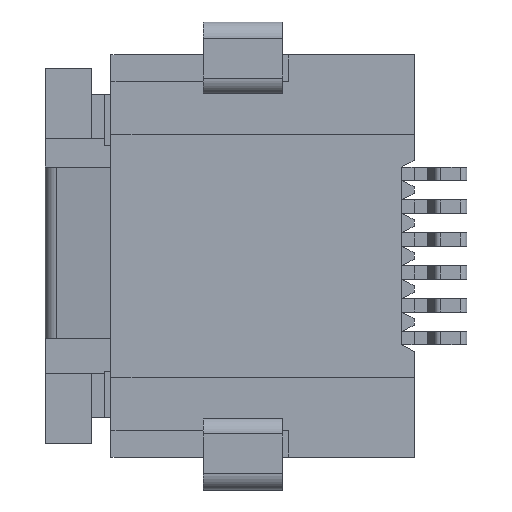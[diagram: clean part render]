
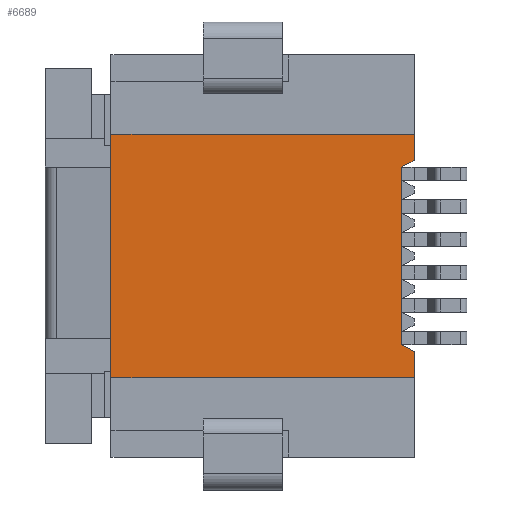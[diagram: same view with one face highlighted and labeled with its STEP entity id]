
A CAD part, left-side view. The second image highlights one B-rep face of the part: STEP entity #6689.
In plain terms, the highlighted planar face has unit normal (-1, 0, 0).
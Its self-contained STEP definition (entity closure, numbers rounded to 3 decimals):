
#363=FACE_OUTER_BOUND('',#701,.T.);
#701=EDGE_LOOP('',(#5268,#5269,#5270,#5271,#5272,#5273,#5274,#5275,#5276));
#970=LINE('',#9385,#1848);
#1055=LINE('',#9591,#1933);
#1057=LINE('',#9595,#1935);
#1071=LINE('',#9626,#1949);
#1110=LINE('',#9720,#1988);
#1316=LINE('',#10164,#2194);
#1365=LINE('',#10280,#2243);
#1379=LINE('',#10307,#2257);
#1380=LINE('',#10309,#2258);
#1848=VECTOR('',#7546,1.);
#1933=VECTOR('',#7717,1.);
#1935=VECTOR('',#7721,1.);
#1949=VECTOR('',#7745,1.);
#1988=VECTOR('',#7832,1.);
#2194=VECTOR('',#8244,1.);
#2243=VECTOR('',#8345,1.);
#2257=VECTOR('',#8361,1.);
#2258=VECTOR('',#8364,1.);
#2715=VERTEX_POINT('',#9382);
#2716=VERTEX_POINT('',#9384);
#2793=VERTEX_POINT('',#9588);
#2794=VERTEX_POINT('',#9590);
#2795=VERTEX_POINT('',#9594);
#2807=VERTEX_POINT('',#9624);
#2838=VERTEX_POINT('',#9718);
#3014=VERTEX_POINT('',#10278);
#3026=VERTEX_POINT('',#10305);
#3383=EDGE_CURVE('',#2715,#2716,#970,.T.);
#3485=EDGE_CURVE('',#2793,#2794,#1055,.T.);
#3487=EDGE_CURVE('',#2795,#2794,#1057,.T.);
#3502=EDGE_CURVE('',#2807,#2793,#1071,.T.);
#3549=EDGE_CURVE('',#2838,#2807,#1110,.T.);
#3777=EDGE_CURVE('',#2795,#2715,#1316,.T.);
#3834=EDGE_CURVE('',#3014,#2838,#1365,.T.);
#3848=EDGE_CURVE('',#3014,#3026,#1379,.T.);
#3849=EDGE_CURVE('',#3026,#2716,#1380,.T.);
#5268=ORIENTED_EDGE('',*,*,#3487,.T.);
#5269=ORIENTED_EDGE('',*,*,#3485,.F.);
#5270=ORIENTED_EDGE('',*,*,#3502,.F.);
#5271=ORIENTED_EDGE('',*,*,#3549,.F.);
#5272=ORIENTED_EDGE('',*,*,#3834,.F.);
#5273=ORIENTED_EDGE('',*,*,#3848,.T.);
#5274=ORIENTED_EDGE('',*,*,#3849,.T.);
#5275=ORIENTED_EDGE('',*,*,#3383,.F.);
#5276=ORIENTED_EDGE('',*,*,#3777,.F.);
#6375=PLANE('',#7146);
#6689=ADVANCED_FACE('',(#363),#6375,.T.);
#7146=AXIS2_PLACEMENT_3D('',#10308,#8362,#8363);
#7546=DIRECTION('',(0.,-0.89,-0.456));
#7717=DIRECTION('',(0.,0.89,-0.456));
#7721=DIRECTION('',(0.,-1.,0.));
#7745=DIRECTION('',(0.,0.,-1.));
#7832=DIRECTION('',(0.,-1.,0.));
#8244=DIRECTION('',(0.,0.,-1.));
#8345=DIRECTION('',(0.,0.,1.));
#8361=DIRECTION('',(0.,-1.,0.));
#8362=DIRECTION('center_axis',(-1.,0.,0.));
#8363=DIRECTION('ref_axis',(0.,-1.,0.));
#8364=DIRECTION('',(0.,0.,1.));
#9382=CARTESIAN_POINT('',(-2.015,-3.391,10.36));
#9384=CARTESIAN_POINT('',(-2.015,-3.591,10.258));
#9385=CARTESIAN_POINT('',(-2.015,0.,12.098));
#9588=CARTESIAN_POINT('',(-2.015,-3.591,13.158));
#9590=CARTESIAN_POINT('',(-2.015,-3.396,13.058));
#9591=CARTESIAN_POINT('',(-2.015,0.,11.317));
#9594=CARTESIAN_POINT('',(-2.015,-3.391,13.058));
#9595=CARTESIAN_POINT('',(-2.015,1.009,13.058));
#9624=CARTESIAN_POINT('',(-2.015,-3.591,13.558));
#9626=CARTESIAN_POINT('',(-2.015,-3.591,14.605));
#9718=CARTESIAN_POINT('',(-2.015,1.009,13.558));
#9720=CARTESIAN_POINT('',(-2.015,1.009,13.558));
#10164=CARTESIAN_POINT('',(-2.015,-3.391,28.555));
#10278=CARTESIAN_POINT('',(-2.015,1.009,9.858));
#10280=CARTESIAN_POINT('',(-2.015,1.009,21.825));
#10305=CARTESIAN_POINT('',(-2.015,-3.591,9.858));
#10307=CARTESIAN_POINT('',(-2.015,1.009,9.858));
#10308=CARTESIAN_POINT('Origin',(-2.015,-3.341,36.555));
#10309=CARTESIAN_POINT('',(-2.015,-3.591,8.81));
